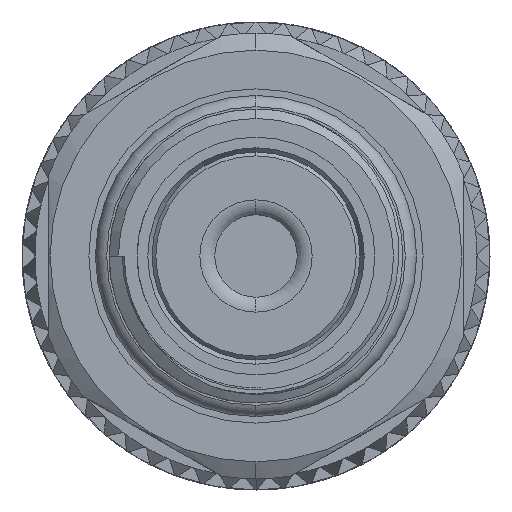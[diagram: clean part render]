
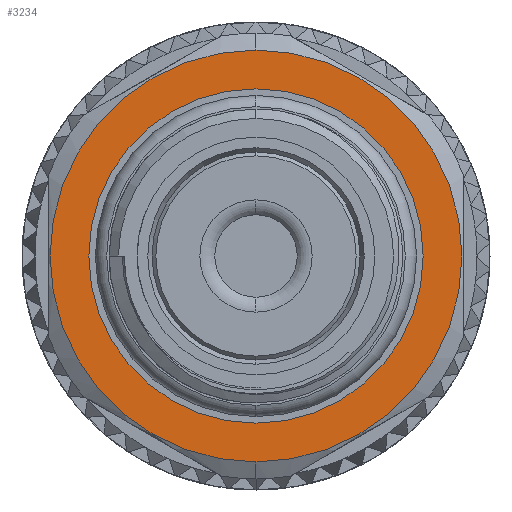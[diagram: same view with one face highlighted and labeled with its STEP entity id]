
A CAD part, left-side view. The second image highlights one B-rep face of the part: STEP entity #3234.
In plain terms, the highlighted planar face has unit normal (-1, 0, 0).
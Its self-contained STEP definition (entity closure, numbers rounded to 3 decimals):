
#592 = CIRCLE ( 'NONE', #12559, 11. ) ;
#1443 = ORIENTED_EDGE ( 'NONE', *, *, #3103, .F. ) ;
#2302 = DIRECTION ( 'NONE',  ( 1., 0., 0. ) ) ;
#2677 = EDGE_CURVE ( 'NONE', #19856, #24604, #592, .T. ) ;
#3103 = EDGE_CURVE ( 'NONE', #13375, #21349, #11205, .T. ) ;
#3234 = ADVANCED_FACE ( 'NONE', ( #10751, #15025 ), #11235, .T. ) ;
#3388 = CARTESIAN_POINT ( 'NONE',  ( 14.95, 8.93, 0. ) ) ;
#5406 = CARTESIAN_POINT ( 'NONE',  ( 14.95, 0., 0. ) ) ;
#6673 = CARTESIAN_POINT ( 'NONE',  ( 14.95, 0., -11. ) ) ;
#6680 = CARTESIAN_POINT ( 'NONE',  ( 14.95, 0., 8.93 ) ) ;
#7666 = CARTESIAN_POINT ( 'NONE',  ( 14.95, 0., 0. ) ) ;
#7865 = DIRECTION ( 'NONE',  ( 0., 0., -1. ) ) ;
#8499 = CIRCLE ( 'NONE', #22710, 8.93 ) ;
#9882 = DIRECTION ( 'NONE',  ( 1., 0., 0. ) ) ;
#10048 = AXIS2_PLACEMENT_3D ( 'NONE', #3388, #25307, #28038 ) ;
#10523 = AXIS2_PLACEMENT_3D ( 'NONE', #7666, #29644, #18860 ) ;
#10751 = FACE_BOUND ( 'NONE', #12343, .T. ) ;
#11205 = CIRCLE ( 'NONE', #10523, 8.93 ) ;
#11224 = CARTESIAN_POINT ( 'NONE',  ( 14.95, 0., 11. ) ) ;
#11235 = PLANE ( 'NONE',  #10048 ) ;
#12343 = EDGE_LOOP ( 'NONE', ( #27051, #1443 ) ) ;
#12559 = AXIS2_PLACEMENT_3D ( 'NONE', #12624, #9882, #23854 ) ;
#12624 = CARTESIAN_POINT ( 'NONE',  ( 14.95, 0., 0. ) ) ;
#13375 = VERTEX_POINT ( 'NONE', #14372 ) ;
#14372 = CARTESIAN_POINT ( 'NONE',  ( 14.95, 0., -8.93 ) ) ;
#15025 = FACE_OUTER_BOUND ( 'NONE', #32017, .T. ) ;
#15724 = ORIENTED_EDGE ( 'NONE', *, *, #2677, .F. ) ;
#16177 = AXIS2_PLACEMENT_3D ( 'NONE', #5406, #2302, #7865 ) ;
#16844 = DIRECTION ( 'NONE',  ( 0., 0., 1. ) ) ;
#18860 = DIRECTION ( 'NONE',  ( 0., 0., 1. ) ) ;
#19600 = DIRECTION ( 'NONE',  ( -1., 0., 0. ) ) ;
#19856 = VERTEX_POINT ( 'NONE', #6673 ) ;
#19996 = ORIENTED_EDGE ( 'NONE', *, *, #30991, .F. ) ;
#20654 = EDGE_CURVE ( 'NONE', #21349, #13375, #8499, .T. ) ;
#21349 = VERTEX_POINT ( 'NONE', #6680 ) ;
#22594 = CARTESIAN_POINT ( 'NONE',  ( 14.95, 0., 0. ) ) ;
#22710 = AXIS2_PLACEMENT_3D ( 'NONE', #22594, #19600, #16844 ) ;
#23854 = DIRECTION ( 'NONE',  ( 0., 0., -1. ) ) ;
#24604 = VERTEX_POINT ( 'NONE', #11224 ) ;
#25307 = DIRECTION ( 'NONE',  ( -1., 0., 0. ) ) ;
#27051 = ORIENTED_EDGE ( 'NONE', *, *, #20654, .F. ) ;
#28038 = DIRECTION ( 'NONE',  ( 0., 0., 1. ) ) ;
#29644 = DIRECTION ( 'NONE',  ( -1., 0., 0. ) ) ;
#30616 = CIRCLE ( 'NONE', #16177, 11. ) ;
#30991 = EDGE_CURVE ( 'NONE', #24604, #19856, #30616, .T. ) ;
#32017 = EDGE_LOOP ( 'NONE', ( #15724, #19996 ) ) ;
